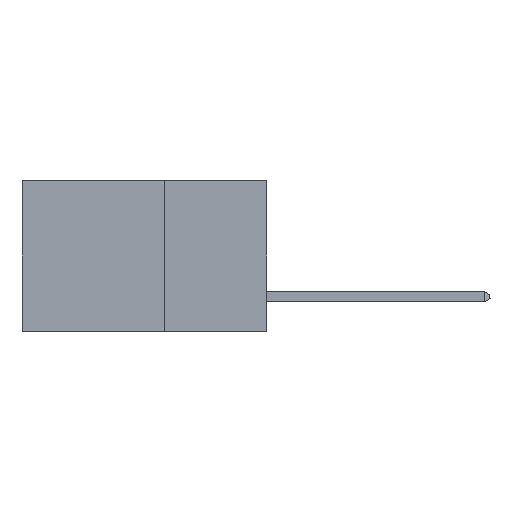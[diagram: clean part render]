
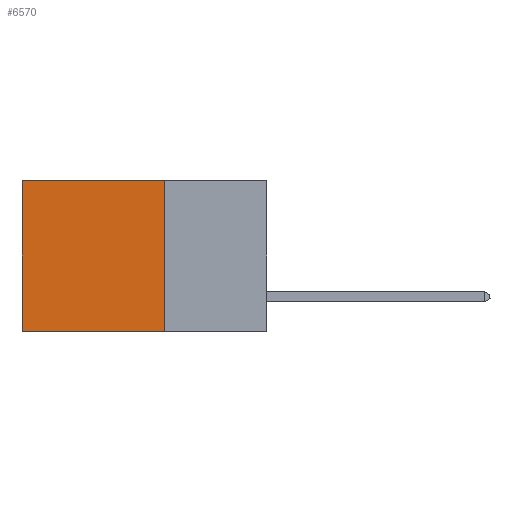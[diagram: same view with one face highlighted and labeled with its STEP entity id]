
A CAD part, left-side view. The second image highlights one B-rep face of the part: STEP entity #6570.
In plain terms, the highlighted planar face has unit normal (-1, 0, 0).
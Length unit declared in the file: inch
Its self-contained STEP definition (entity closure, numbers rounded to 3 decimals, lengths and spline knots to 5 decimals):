
#188 = DIRECTION ( 'NONE',  ( 0., 1., 0. ) ) ;
#381 = CARTESIAN_POINT ( 'NONE',  ( 0.2875, 0.25, -0.37 ) ) ;
#1427 = CARTESIAN_POINT ( 'NONE',  ( 0.2875, 0.25, 0. ) ) ;
#1619 = LINE ( 'NONE', #9854, #15994 ) ;
#2120 = CARTESIAN_POINT ( 'NONE',  ( 0.2875, 0.25, 0. ) ) ;
#2212 = EDGE_CURVE ( 'NONE', #3164, #16132, #1619, .T. ) ;
#3164 = VERTEX_POINT ( 'NONE', #9742 ) ;
#3469 = LINE ( 'NONE', #381, #15033 ) ;
#4671 = EDGE_LOOP ( 'NONE', ( #12257, #6334, #17241, #15817 ) ) ;
#6270 = LINE ( 'NONE', #18732, #17704 ) ;
#6334 = ORIENTED_EDGE ( 'NONE', *, *, #10845, .F. ) ;
#6440 = VERTEX_POINT ( 'NONE', #17880 ) ;
#6570 = ADVANCED_FACE ( 'NONE', ( #8272 ), #13627, .F. ) ;
#6582 = AXIS2_PLACEMENT_3D ( 'NONE', #1427, #13758, #12204 ) ;
#6591 = CARTESIAN_POINT ( 'NONE',  ( 0.2875, 0.25, 0. ) ) ;
#6703 = EDGE_CURVE ( 'NONE', #8718, #3164, #15944, .T. ) ;
#8272 = FACE_OUTER_BOUND ( 'NONE', #4671, .T. ) ;
#8718 = VERTEX_POINT ( 'NONE', #2120 ) ;
#9742 = CARTESIAN_POINT ( 'NONE',  ( 0.2875, 0.6, 0. ) ) ;
#9854 = CARTESIAN_POINT ( 'NONE',  ( 0.2875, 0.6, 0. ) ) ;
#10845 = EDGE_CURVE ( 'NONE', #6440, #16132, #3469, .T. ) ;
#11084 = VECTOR ( 'NONE', #12659, 39.37008 ) ;
#12204 = DIRECTION ( 'NONE',  ( 0., 0., -1. ) ) ;
#12257 = ORIENTED_EDGE ( 'NONE', *, *, #2212, .T. ) ;
#12659 = DIRECTION ( 'NONE',  ( 0., 1., 0. ) ) ;
#12822 = DIRECTION ( 'NONE',  ( 0., 0., -1. ) ) ;
#13627 = PLANE ( 'NONE',  #6582 ) ;
#13758 = DIRECTION ( 'NONE',  ( 1., 0., 0. ) ) ;
#15033 = VECTOR ( 'NONE', #188, 39.37008 ) ;
#15274 = CARTESIAN_POINT ( 'NONE',  ( 0.2875, 0.6, -0.37 ) ) ;
#15817 = ORIENTED_EDGE ( 'NONE', *, *, #6703, .T. ) ;
#15944 = LINE ( 'NONE', #6591, #11084 ) ;
#15994 = VECTOR ( 'NONE', #17310, 39.37008 ) ;
#16132 = VERTEX_POINT ( 'NONE', #15274 ) ;
#17104 = EDGE_CURVE ( 'NONE', #8718, #6440, #6270, .T. ) ;
#17241 = ORIENTED_EDGE ( 'NONE', *, *, #17104, .F. ) ;
#17310 = DIRECTION ( 'NONE',  ( 0., 0., -1. ) ) ;
#17704 = VECTOR ( 'NONE', #12822, 39.37008 ) ;
#17880 = CARTESIAN_POINT ( 'NONE',  ( 0.2875, 0.25, -0.37 ) ) ;
#18732 = CARTESIAN_POINT ( 'NONE',  ( 0.2875, 0.25, 0. ) ) ;
